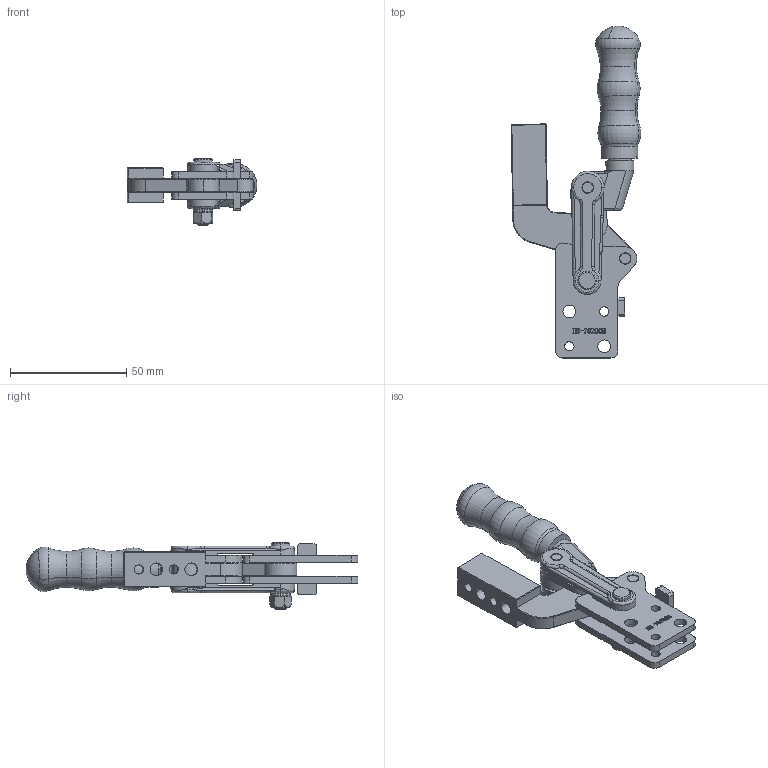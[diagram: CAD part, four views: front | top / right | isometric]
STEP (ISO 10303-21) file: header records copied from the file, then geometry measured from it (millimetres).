
FILE_DESCRIPTION (( 'STEP AP203' ), '1' );
FILE_NAME ('HS-70200B .STEP', '2019-08-28T13:58:51', ( '微软用户' ), ( '微软中国' ), 'SwSTEP 2.0', 'SolidWorks 2012', '' );
FILE_SCHEMA (( 'CONFIG_CONTROL_DESIGN' ));
Length unit declared in the file: millimetre
Products named in the file (12): HS-70200B ; prevailing torque hex nuts 1-fine pitch gb_GB_HEXAGON_LOCK_TYPE2 M5-N; curved single coil spring lock washers gb_GB_FASTENER_WASHER_CSLW 5; 种2; 种1; T倛种; 路杶; 揤旋; 蟀裝; 忒梟; 忒參; 菁釱
Assembly tree (14 placements, depth 2):
  HS-70200B 
    菁釱
    忒參
    忒梟
    蟀裝  x2
    揤旋
    路杶  x2
    T倛种
    种1  x2
    种2
    curved single coil spring lock washers gb_GB_FASTENER_WASHER_CSLW 5
    prevailing torque hex nuts 1-fine pitch gb_GB_HEXAGON_LOCK_TYPE2 M5-N
Bounding box: 55.82 x 142.83 x 28.7 mm (x, y, z)
Volume: 44033.2 mm3; surface area: 28867.9 mm2
Topology: 15 solids, 15 shells, 700 faces, 1821 edges, 1184 vertices
Faces by surface type: plane 319, bspline 145, cylinder 142, cone 52, torus 38, sphere 4
Entity records: 29516 total; most frequent: CARTESIAN_POINT 12468, ORIENTED_EDGE 3482, DIRECTION 2840, EDGE_CURVE 1741, VERTEX_POINT 1135, VECTOR 1018, LINE 1018, AXIS2_PLACEMENT_3D 911
